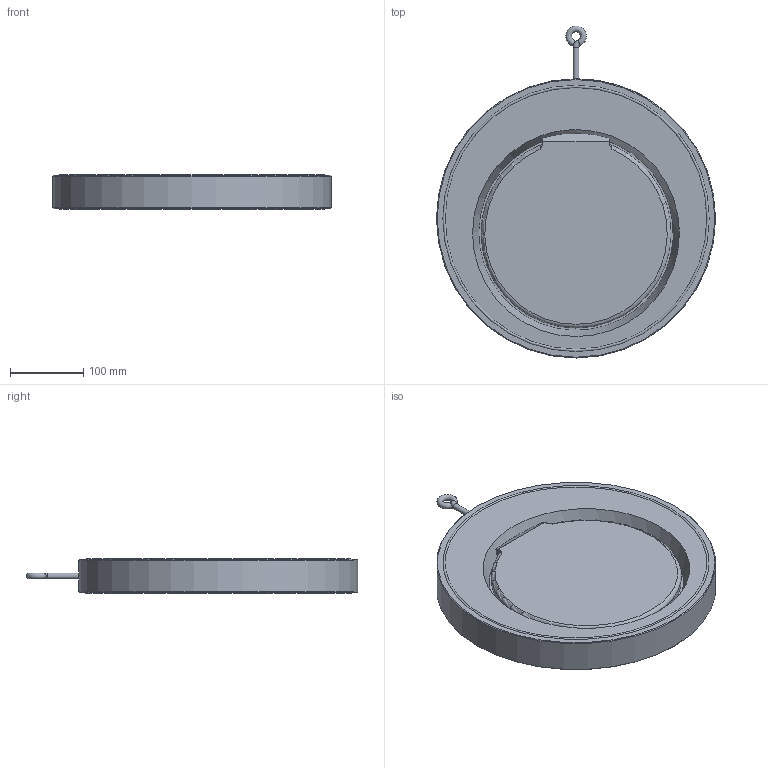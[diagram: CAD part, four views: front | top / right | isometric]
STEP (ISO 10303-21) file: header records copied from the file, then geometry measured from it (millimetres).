
FILE_DESCRIPTION (( 'STEP AP214' ), '1' );
FILE_NAME ('920-300.STEP', '2017-10-17T09:00:20', ( 'eh' ), ( 'Hewlett-Packard Company' ), 'SwSTEP 2.0', 'SolidWorks 2015', '' );
FILE_SCHEMA (( 'AUTOMOTIVE_DESIGN' ));
Length unit declared in the file: millimetre
Products named in the file (1): 920-300
Bounding box: 380 x 451.99 x 46.8 mm (x, y, z)
Volume: 3754010.8 mm3; surface area: 344059 mm2
Topology: 1 solids, 2 shells, 142 faces, 363 edges, 240 vertices
Faces by surface type: bspline 66, plane 40, cylinder 19, torus 11, cone 6
Full cylindrical faces by diameter (mm): 6.75 x1, 8 x1, 227 x1, 380 x1
Entity records: 19199 total; most frequent: CARTESIAN_POINT 16340, ORIENTED_EDGE 678, EDGE_CURVE 339, DIRECTION 331, VERTEX_POINT 234, B_SPLINE_CURVE_WITH_KNOTS 226, EDGE_LOOP 177, FACE_OUTER_BOUND 153
